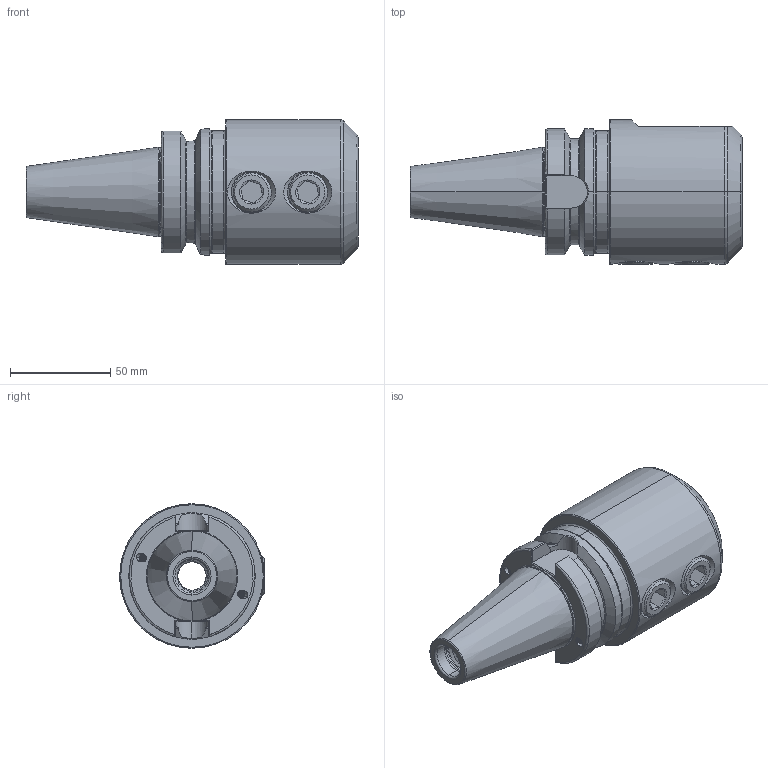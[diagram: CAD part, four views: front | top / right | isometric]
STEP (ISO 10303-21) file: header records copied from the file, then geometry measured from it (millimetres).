
FILE_DESCRIPTION (( 'STEP AP203' ), '1' );
FILE_NAME ('406.04.32.STEP', '2016-08-05T10:35:52', ( '' ), ( '' ), 'SwSTEP 2.0', 'SolidWorks 2012', '' );
FILE_SCHEMA (( 'CONFIG_CONTROL_DESIGN' ));
Length unit declared in the file: millimetre
Products named in the file (3): 側固32_M20x2_20L; 406.04.32
Assembly tree (3 placements, depth 2):
  406.04.32
    406.04.32
    側固32_M20x2_20L  x2
Bounding box: 165.4 x 72 x 72 mm (x, y, z)
Volume: 335005.9 mm3; surface area: 57433.6 mm2
Topology: 3 solids, 3 shells, 329 faces, 891 edges, 569 vertices
Faces by surface type: cylinder 161, plane 56, cone 43, bspline 38, torus 31
Entity records: 28109 total; most frequent: CARTESIAN_POINT 21579, ORIENTED_EDGE 1570, DIRECTION 1029, EDGE_CURVE 785, VERTEX_POINT 502, AXIS2_PLACEMENT_3D 402, EDGE_LOOP 303, FACE_OUTER_BOUND 290
